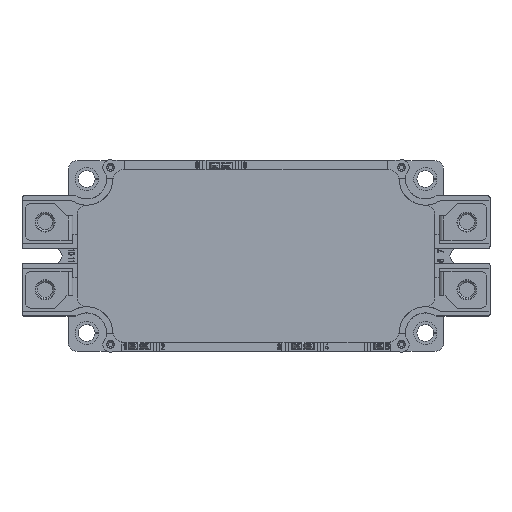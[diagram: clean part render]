
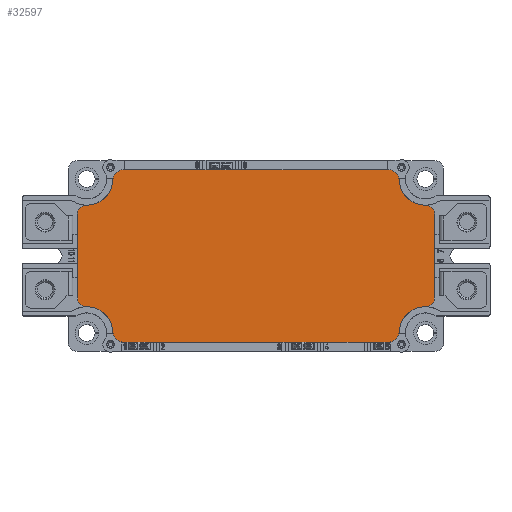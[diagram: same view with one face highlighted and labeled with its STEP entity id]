
A CAD part, top view. The second image highlights one B-rep face of the part: STEP entity #32597.
In plain terms, the highlighted planar face has unit normal (0, 0, 1).
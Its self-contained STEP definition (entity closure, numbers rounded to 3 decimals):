
#1411=CIRCLE('',#34773,3.);
#1416=CIRCLE('',#34784,8.5);
#1425=CIRCLE('',#34812,3.5);
#1426=CIRCLE('',#34814,3.);
#1427=CIRCLE('',#34816,8.5);
#1431=CIRCLE('',#34824,8.5);
#1435=CIRCLE('',#34833,8.5);
#1436=CIRCLE('',#34835,3.5);
#1437=CIRCLE('',#34837,3.5);
#1438=CIRCLE('',#34839,3.);
#1439=CIRCLE('',#34841,3.5);
#1440=CIRCLE('',#34843,3.);
#8478=ORIENTED_EDGE('',*,*,#11875,.F.);
#8479=ORIENTED_EDGE('',*,*,#11873,.F.);
#8480=ORIENTED_EDGE('',*,*,#11786,.F.);
#8481=ORIENTED_EDGE('',*,*,#11778,.F.);
#8482=ORIENTED_EDGE('',*,*,#11879,.F.);
#8483=ORIENTED_EDGE('',*,*,#11801,.F.);
#8484=ORIENTED_EDGE('',*,*,#11878,.F.);
#8485=ORIENTED_EDGE('',*,*,#11814,.F.);
#8486=ORIENTED_EDGE('',*,*,#11849,.F.);
#8487=ORIENTED_EDGE('',*,*,#11852,.F.);
#8488=ORIENTED_EDGE('',*,*,#11850,.F.);
#8489=ORIENTED_EDGE('',*,*,#11838,.F.);
#8490=ORIENTED_EDGE('',*,*,#11877,.F.);
#8491=ORIENTED_EDGE('',*,*,#11861,.F.);
#8492=ORIENTED_EDGE('',*,*,#11876,.F.);
#8493=ORIENTED_EDGE('',*,*,#11871,.F.);
#11778=EDGE_CURVE('',#14027,#14028,#16229,.T.);
#11786=EDGE_CURVE('',#14028,#14033,#1411,.T.);
#11801=EDGE_CURVE('',#14040,#14041,#1416,.T.);
#11814=EDGE_CURVE('',#14047,#14048,#16255,.T.);
#11838=EDGE_CURVE('',#14061,#14062,#16277,.T.);
#11849=EDGE_CURVE('',#14068,#14047,#1425,.T.);
#11850=EDGE_CURVE('',#14062,#14069,#1426,.T.);
#11852=EDGE_CURVE('',#14069,#14068,#1427,.T.);
#11861=EDGE_CURVE('',#14074,#14075,#1431,.T.);
#11871=EDGE_CURVE('',#14080,#14081,#16296,.T.);
#11873=EDGE_CURVE('',#14033,#14082,#1435,.T.);
#11875=EDGE_CURVE('',#14082,#14080,#1436,.T.);
#11876=EDGE_CURVE('',#14081,#14074,#1437,.T.);
#11877=EDGE_CURVE('',#14075,#14061,#1438,.T.);
#11878=EDGE_CURVE('',#14048,#14040,#1439,.T.);
#11879=EDGE_CURVE('',#14041,#14027,#1440,.T.);
#14027=VERTEX_POINT('',#50098);
#14028=VERTEX_POINT('',#50100);
#14033=VERTEX_POINT('',#50116);
#14040=VERTEX_POINT('',#50143);
#14041=VERTEX_POINT('',#50145);
#14047=VERTEX_POINT('',#50168);
#14048=VERTEX_POINT('',#50170);
#14061=VERTEX_POINT('',#50216);
#14062=VERTEX_POINT('',#50218);
#14068=VERTEX_POINT('',#50238);
#14069=VERTEX_POINT('',#50242);
#14074=VERTEX_POINT('',#50262);
#14075=VERTEX_POINT('',#50264);
#14080=VERTEX_POINT('',#50282);
#14081=VERTEX_POINT('',#50284);
#14082=VERTEX_POINT('',#50288);
#16229=LINE('',#50099,#18449);
#16255=LINE('',#50169,#18475);
#16277=LINE('',#50217,#18497);
#16296=LINE('',#50283,#18516);
#18449=VECTOR('',#41326,1000.);
#18475=VECTOR('',#41400,1000.);
#18497=VECTOR('',#41446,1000.);
#18516=VECTOR('',#41521,1000.);
#19966=EDGE_LOOP('',(#8478,#8479,#8480,#8481,#8482,#8483,#8484,#8485,#8486,
#8487,#8488,#8489,#8490,#8491,#8492,#8493));
#21409=FACE_BOUND('',#19966,.T.);
#22155=PLANE('',#34858);
#32597=ADVANCED_FACE('',(#21409),#22155,.F.);
#34773=AXIS2_PLACEMENT_3D('',#50115,#41342,#41343);
#34784=AXIS2_PLACEMENT_3D('',#50144,#41374,#41375);
#34812=AXIS2_PLACEMENT_3D('',#50239,#41469,#41470);
#34814=AXIS2_PLACEMENT_3D('',#50241,#41473,#41474);
#34816=AXIS2_PLACEMENT_3D('',#50245,#41478,#41479);
#34824=AXIS2_PLACEMENT_3D('',#50263,#41499,#41500);
#34833=AXIS2_PLACEMENT_3D('',#50287,#41525,#41526);
#34835=AXIS2_PLACEMENT_3D('',#50291,#41530,#41531);
#34837=AXIS2_PLACEMENT_3D('',#50293,#41534,#41535);
#34839=AXIS2_PLACEMENT_3D('',#50295,#41538,#41539);
#34841=AXIS2_PLACEMENT_3D('',#50297,#41542,#41543);
#34843=AXIS2_PLACEMENT_3D('',#50299,#41546,#41547);
#34858=AXIS2_PLACEMENT_3D('',#50400,#41578,#41579);
#41326=DIRECTION('',(0.,1.,0.));
#41342=DIRECTION('',(0.,0.,-1.));
#41343=DIRECTION('',(1.,0.,0.));
#41374=DIRECTION('',(0.,0.,1.));
#41375=DIRECTION('',(1.,0.,0.));
#41400=DIRECTION('',(-1.,0.,0.));
#41446=DIRECTION('',(0.,-1.,0.));
#41469=DIRECTION('',(0.,0.,-1.));
#41470=DIRECTION('',(1.,0.,0.));
#41473=DIRECTION('',(0.,0.,-1.));
#41474=DIRECTION('',(1.,0.,0.));
#41478=DIRECTION('',(0.,0.,1.));
#41479=DIRECTION('',(1.,0.,0.));
#41499=DIRECTION('',(0.,0.,1.));
#41500=DIRECTION('',(1.,0.,0.));
#41521=DIRECTION('',(1.,0.,0.));
#41525=DIRECTION('',(0.,0.,1.));
#41526=DIRECTION('',(1.,0.,0.));
#41530=DIRECTION('',(0.,0.,-1.));
#41531=DIRECTION('',(1.,0.,0.));
#41534=DIRECTION('',(0.,0.,-1.));
#41535=DIRECTION('',(1.,0.,0.));
#41538=DIRECTION('',(0.,0.,-1.));
#41539=DIRECTION('',(-1.,0.,0.));
#41542=DIRECTION('',(0.,0.,-1.));
#41543=DIRECTION('',(1.,0.,0.));
#41546=DIRECTION('',(0.,0.,-1.));
#41547=DIRECTION('',(1.,0.,0.));
#41578=DIRECTION('',(0.,0.,-1.));
#41579=DIRECTION('',(-1.,0.,0.));
#50098=CARTESIAN_POINT('',(-58.,-13.5,11.247));
#50099=CARTESIAN_POINT('',(-58.,0.,11.247));
#50100=CARTESIAN_POINT('',(-58.,13.5,11.247));
#50115=CARTESIAN_POINT('',(-55.,13.5,11.247));
#50116=CARTESIAN_POINT('',(-55.,16.5,11.247));
#50143=CARTESIAN_POINT('',(-46.507,-24.646,11.247));
#50144=CARTESIAN_POINT('',(-55.,-25.,11.247));
#50145=CARTESIAN_POINT('',(-55.,-16.5,11.247));
#50168=CARTESIAN_POINT('',(43.01,-28.,11.247));
#50169=CARTESIAN_POINT('',(43.01,-28.,11.247));
#50170=CARTESIAN_POINT('',(-43.01,-28.,11.247));
#50216=CARTESIAN_POINT('',(58.,13.5,11.247));
#50217=CARTESIAN_POINT('',(58.,0.,11.247));
#50218=CARTESIAN_POINT('',(58.,-13.5,11.247));
#50238=CARTESIAN_POINT('',(46.507,-24.646,11.247));
#50239=CARTESIAN_POINT('',(43.01,-24.5,11.247));
#50241=CARTESIAN_POINT('',(55.,-13.5,11.247));
#50242=CARTESIAN_POINT('',(55.,-16.5,11.247));
#50245=CARTESIAN_POINT('',(55.,-25.,11.247));
#50262=CARTESIAN_POINT('',(46.507,24.646,11.247));
#50263=CARTESIAN_POINT('',(55.,25.,11.247));
#50264=CARTESIAN_POINT('',(55.,16.5,11.247));
#50282=CARTESIAN_POINT('',(-43.01,28.,11.247));
#50283=CARTESIAN_POINT('',(-43.01,28.,11.247));
#50284=CARTESIAN_POINT('',(43.01,28.,11.247));
#50287=CARTESIAN_POINT('',(-55.,25.,11.247));
#50288=CARTESIAN_POINT('',(-46.507,24.646,11.247));
#50291=CARTESIAN_POINT('',(-43.01,24.5,11.247));
#50293=CARTESIAN_POINT('',(43.01,24.5,11.247));
#50295=CARTESIAN_POINT('',(55.,13.5,11.247));
#50297=CARTESIAN_POINT('',(-43.01,-24.5,11.247));
#50299=CARTESIAN_POINT('',(-55.,-13.5,11.247));
#50400=CARTESIAN_POINT('',(-43.01,24.5,11.247));
